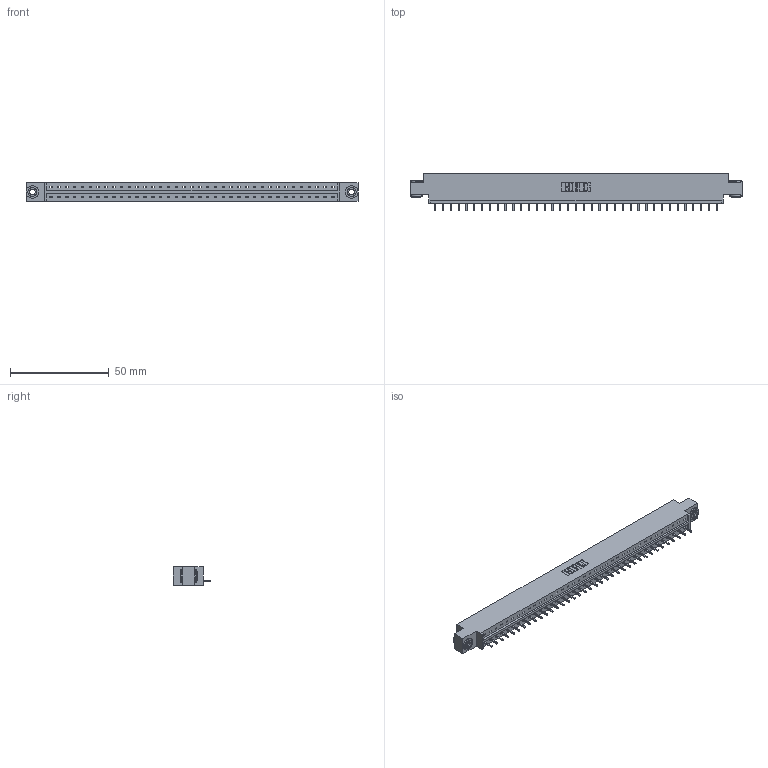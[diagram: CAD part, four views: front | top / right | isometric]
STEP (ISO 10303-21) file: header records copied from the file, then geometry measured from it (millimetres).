
FILE_DESCRIPTION (( 'STEP AP203' ), '1' );
FILE_NAME ('333-037-521-603.STEP', '2018-08-03T02:20:55', ( '' ), ( '' ), 'SwSTEP 2.0', 'SolidWorks 2016', '' );
FILE_SCHEMA (( 'CONFIG_CONTROL_DESIGN' ));
Length unit declared in the file: inch
Products named in the file (4): 345-250-002_345-250-002-102; 333-037-521-603; 333 Part_Offset - .156 Dia - TH; 345-292-001_345-293-121
Assembly tree (40 placements, depth 2):
  333-037-521-603
    333 Part_Offset - .156 Dia - TH
    345-292-001_345-293-121  x37
    345-250-002_345-250-002-102  x2
Bounding box: 168.15 x 19.06 x 9.4 mm (x, y, z)
Volume: 16563.8 mm3; surface area: 17878 mm2
Topology: 40 solids, 40 shells, 2302 faces, 6911 edges, 4554 vertices
Faces by surface type: plane 1638, cylinder 656, cone 8
Entity records: 24066 total; most frequent: CARTESIAN_POINT 4132, ORIENTED_EDGE 4098, DIRECTION 3529, EDGE_CURVE 2049, LINE 1897, VECTOR 1897, VERTEX_POINT 1362, AXIS2_PLACEMENT_3D 816
